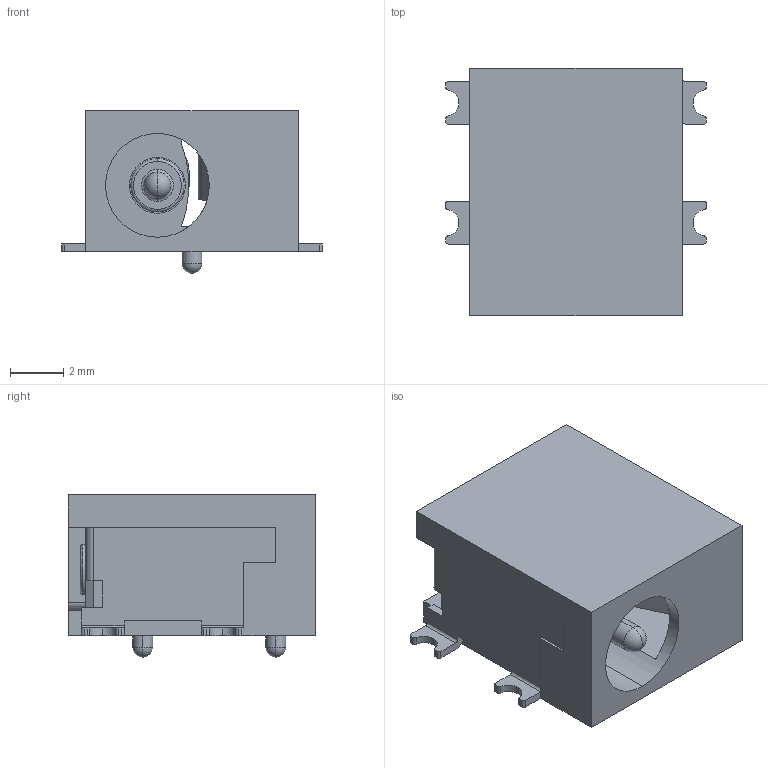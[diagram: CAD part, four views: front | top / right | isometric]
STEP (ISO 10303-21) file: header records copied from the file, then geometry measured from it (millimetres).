
FILE_DESCRIPTION(('STEP AP214'),'1');
FILE_NAME('694102107102.stp','2020-04-03T07:11:15',('TraceParts'),('TraceParts S.A.'),'Spatial InterOp 3D',' ',' ');
FILE_SCHEMA(('AUTOMOTIVE_DESIGN { 1 0 10303 214 1 1 1 1 }'));
Length unit declared in the file: millimetre
Products named in the file (1): 694102107102_1
Bounding box: 9.8 x 9.3 x 6.1 mm (x, y, z)
Volume: 229.2 mm3; surface area: 838.1 mm2
Topology: 5 solids, 5 shells, 245 faces, 667 edges, 438 vertices
Faces by surface type: plane 135, cylinder 84, torus 26
Entity records: 9815 total; most frequent: DIRECTION 1397, CARTESIAN_POINT 1355, ORIENTED_EDGE 1334, EDGE_CURVE 667, AXIS2_PLACEMENT_3D 480, VERTEX_POINT 438, LINE 437, VECTOR 437
